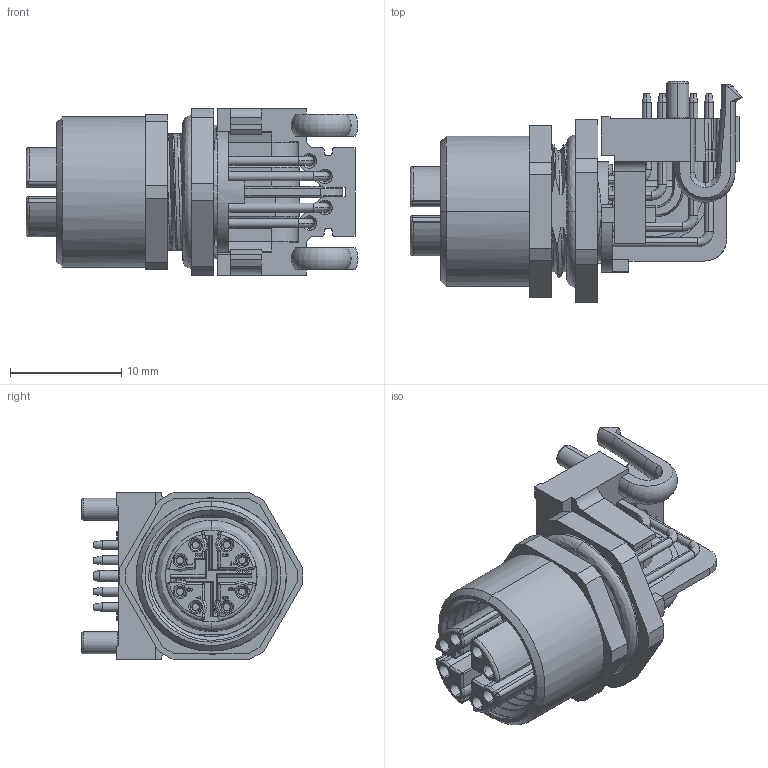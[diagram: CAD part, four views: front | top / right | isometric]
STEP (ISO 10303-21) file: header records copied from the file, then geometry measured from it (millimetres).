
FILE_DESCRIPTION (( 'STEP AP203' ), '1' );
FILE_NAME ('FCF3M12-SX08SRDS-00.STEP', '2024-12-20T02:29:10', ( '' ), ( '' ), 'SwSTEP 2.0', 'SolidWorks 2021', '' );
FILE_SCHEMA (( 'CONFIG_CONTROL_DESIGN' ));
Length unit declared in the file: millimetre
Products named in the file (1): FCF3M12-SX08SRDS-00
Bounding box: 29.87 x 19.96 x 15 mm (x, y, z)
Volume: 2712 mm3; surface area: 4739.7 mm2
Topology: 1 solids, 1 shells, 1155 faces, 3218 edges, 2092 vertices
Faces by surface type: plane 442, cylinder 381, bspline 236, cone 87, torus 9
Entity records: 59739 total; most frequent: CARTESIAN_POINT 33444, ORIENTED_EDGE 6406, DIRECTION 3960, EDGE_CURVE 3203, VERTEX_POINT 2092, B_SPLINE_CURVE_WITH_KNOTS 1418, LINE 1380, VECTOR 1380
